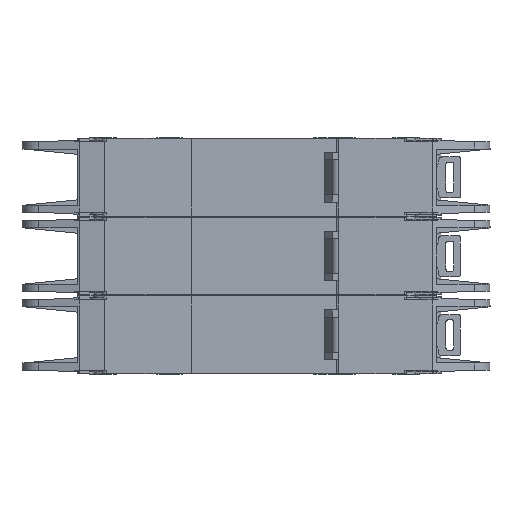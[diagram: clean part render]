
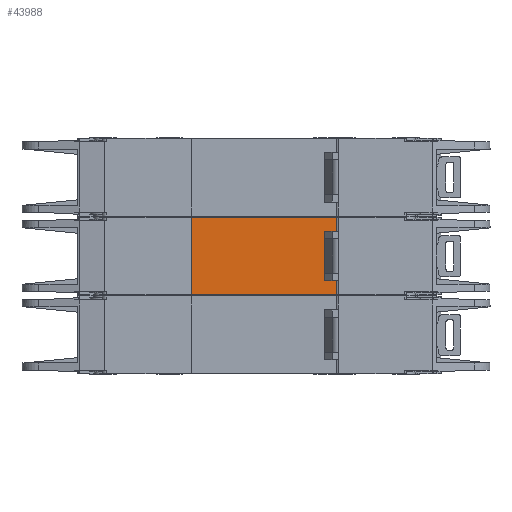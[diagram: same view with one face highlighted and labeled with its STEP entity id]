
A CAD part, front view. The second image highlights one B-rep face of the part: STEP entity #43988.
In plain terms, the highlighted planar face has unit normal (0, -1, 0).
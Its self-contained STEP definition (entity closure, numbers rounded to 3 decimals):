
#289 = VECTOR ( 'NONE', #53903, 1000. ) ;
#484 = EDGE_CURVE ( 'NONE', #11865, #17638, #30475, .T. ) ;
#2394 = DIRECTION ( 'NONE',  ( -1., 0., 0. ) ) ;
#3382 = DIRECTION ( 'NONE',  ( 1., 0., 0. ) ) ;
#4068 = VECTOR ( 'NONE', #66857, 1000. ) ;
#8658 = CARTESIAN_POINT ( 'NONE',  ( 58., 5.5, -8.95 ) ) ;
#11865 = VERTEX_POINT ( 'NONE', #52076 ) ;
#13239 = DIRECTION ( 'NONE',  ( 0., 0., -1. ) ) ;
#13690 = EDGE_CURVE ( 'NONE', #21065, #11865, #48882, .T. ) ;
#16901 = VECTOR ( 'NONE', #13239, 1000. ) ;
#17638 = VERTEX_POINT ( 'NONE', #37701 ) ;
#21065 = VERTEX_POINT ( 'NONE', #49900 ) ;
#23181 = ORIENTED_EDGE ( 'NONE', *, *, #45206, .F. ) ;
#25056 = DIRECTION ( 'NONE',  ( 0., 1., 0. ) ) ;
#26003 = CARTESIAN_POINT ( 'NONE',  ( 0., 5.5, -8.95 ) ) ;
#30475 = LINE ( 'NONE', #65114, #289 ) ;
#31662 = EDGE_LOOP ( 'NONE', ( #57004, #40616, #23181, #38789 ) ) ;
#34259 = LINE ( 'NONE', #61126, #4068 ) ;
#36144 = CARTESIAN_POINT ( 'NONE',  ( 0., 5.5, -8.95 ) ) ;
#37701 = CARTESIAN_POINT ( 'NONE',  ( 58., 5.5, -26.45 ) ) ;
#38459 = LINE ( 'NONE', #26003, #66965 ) ;
#38789 = ORIENTED_EDGE ( 'NONE', *, *, #13690, .T. ) ;
#40616 = ORIENTED_EDGE ( 'NONE', *, *, #48132, .F. ) ;
#43988 = ADVANCED_FACE ( 'NONE', ( #58246 ), #70506, .F. ) ;
#45206 = EDGE_CURVE ( 'NONE', #21065, #46257, #38459, .T. ) ;
#46257 = VERTEX_POINT ( 'NONE', #8658 ) ;
#48132 = EDGE_CURVE ( 'NONE', #46257, #17638, #34259, .T. ) ;
#48882 = LINE ( 'NONE', #58670, #16901 ) ;
#49900 = CARTESIAN_POINT ( 'NONE',  ( 22.5, 5.5, -8.95 ) ) ;
#52076 = CARTESIAN_POINT ( 'NONE',  ( 22.5, 5.5, -26.45 ) ) ;
#53903 = DIRECTION ( 'NONE',  ( 1., 0., 0. ) ) ;
#55029 = AXIS2_PLACEMENT_3D ( 'NONE', #36144, #25056, #2394 ) ;
#57004 = ORIENTED_EDGE ( 'NONE', *, *, #484, .T. ) ;
#58246 = FACE_OUTER_BOUND ( 'NONE', #31662, .T. ) ;
#58670 = CARTESIAN_POINT ( 'NONE',  ( 22.5, 5.5, -8.95 ) ) ;
#61126 = CARTESIAN_POINT ( 'NONE',  ( 58., 5.5, -8.95 ) ) ;
#65114 = CARTESIAN_POINT ( 'NONE',  ( 0., 5.5, -26.45 ) ) ;
#66857 = DIRECTION ( 'NONE',  ( 0., 0., -1. ) ) ;
#66965 = VECTOR ( 'NONE', #3382, 1000. ) ;
#70506 = PLANE ( 'NONE',  #55029 ) ;
